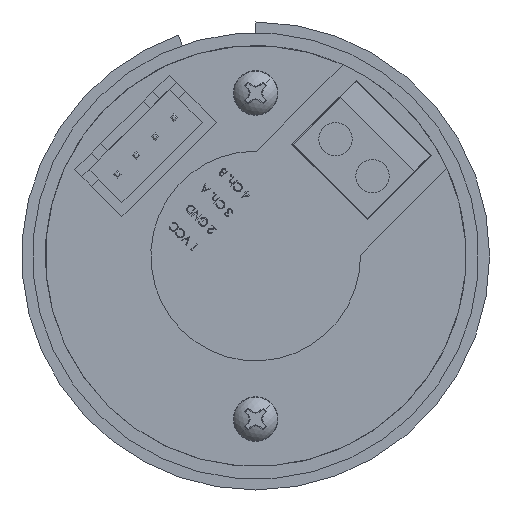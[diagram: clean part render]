
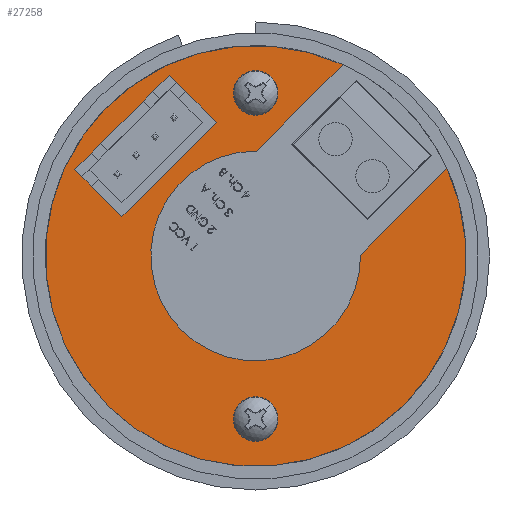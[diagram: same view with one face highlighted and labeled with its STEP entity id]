
A CAD part, left-side view. The second image highlights one B-rep face of the part: STEP entity #27258.
In plain terms, the highlighted face is planar.
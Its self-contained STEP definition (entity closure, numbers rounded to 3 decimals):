
#306 = ORIENTED_EDGE ( 'NONE', *, *, #24194, .F. ) ;
#341 = CIRCLE ( 'NONE', #13804, 9.97 ) ;
#351 = ORIENTED_EDGE ( 'NONE', *, *, #669, .F. ) ;
#669 = EDGE_CURVE ( 'NONE', #4129, #29527, #25644, .T. ) ;
#703 = FACE_BOUND ( 'NONE', #25647, .T. ) ;
#1074 = CARTESIAN_POINT ( 'NONE',  ( 17.971, 16.294, -6.35 ) ) ;
#1093 = VERTEX_POINT ( 'NONE', #8865 ) ;
#1334 = AXIS2_PLACEMENT_3D ( 'NONE', #3420, #16216, #25604 ) ;
#1406 = CARTESIAN_POINT ( 'NONE',  ( 17.971, 16.294, -2.858 ) ) ;
#1630 = CIRCLE ( 'NONE', #17168, 9.97 ) ;
#1656 = CARTESIAN_POINT ( 'NONE',  ( 17.971, 16.294, 0. ) ) ;
#1867 = AXIS2_PLACEMENT_3D ( 'NONE', #2974, #12862, #25455 ) ;
#2112 = CARTESIAN_POINT ( 'NONE',  ( 11.621, 16.294, 6.35 ) ) ;
#2240 = CARTESIAN_POINT ( 'NONE',  ( 11.621, 16.294, 6.35 ) ) ;
#2247 = ORIENTED_EDGE ( 'NONE', *, *, #8201, .F. ) ;
#2587 = ORIENTED_EDGE ( 'NONE', *, *, #9063, .F. ) ;
#2787 = DIRECTION ( 'NONE',  ( 0., 1., 0. ) ) ;
#2793 = CARTESIAN_POINT ( 'NONE',  ( 17.971, 16.294, 6.35 ) ) ;
#2813 = EDGE_CURVE ( 'NONE', #19407, #19802, #20940, .T. ) ;
#2969 = DIRECTION ( 'NONE',  ( 0., 1., 0. ) ) ;
#2974 = CARTESIAN_POINT ( 'NONE',  ( 0., 16.294, 0. ) ) ;
#3012 = LINE ( 'NONE', #27341, #19628 ) ;
#3420 = CARTESIAN_POINT ( 'NONE',  ( 0., 16.294, 0. ) ) ;
#3688 = VERTEX_POINT ( 'NONE', #14695 ) ;
#3871 = VERTEX_POINT ( 'NONE', #18506 ) ;
#3979 = CIRCLE ( 'NONE', #20008, 20.003 ) ;
#4099 = DIRECTION ( 'NONE',  ( 0., 0., -1. ) ) ;
#4129 = VERTEX_POINT ( 'NONE', #2112 ) ;
#4253 = EDGE_CURVE ( 'NONE', #19802, #12539, #29851, .T. ) ;
#4660 = EDGE_CURVE ( 'NONE', #13747, #18683, #11287, .T. ) ;
#4751 = VECTOR ( 'NONE', #30903, 1000. ) ;
#4841 = CARTESIAN_POINT ( 'NONE',  ( -6.985, 16.294, 18.743 ) ) ;
#4988 = LINE ( 'NONE', #20023, #28252 ) ;
#5162 = DIRECTION ( 'NONE',  ( 1., 0., 0. ) ) ;
#5855 = PLANE ( 'NONE',  #1867 ) ;
#6345 = DIRECTION ( 'NONE',  ( 0., 1., 0. ) ) ;
#6540 = ORIENTED_EDGE ( 'NONE', *, *, #29806, .F. ) ;
#6794 = DIRECTION ( 'NONE',  ( 0., 0., -1. ) ) ;
#6940 = ORIENTED_EDGE ( 'NONE', *, *, #16334, .F. ) ;
#7831 = CARTESIAN_POINT ( 'NONE',  ( 17.018, 16.294, -6.35 ) ) ;
#8133 = DIRECTION ( 'NONE',  ( 0., 0., 1. ) ) ;
#8185 = ORIENTED_EDGE ( 'NONE', *, *, #28027, .F. ) ;
#8201 = EDGE_CURVE ( 'NONE', #24729, #17628, #1630, .T. ) ;
#8705 = VERTEX_POINT ( 'NONE', #4841 ) ;
#8865 = CARTESIAN_POINT ( 'NONE',  ( 17.971, 16.294, 2.858 ) ) ;
#8971 = DIRECTION ( 'NONE',  ( 0., 0., 1. ) ) ;
#9063 = EDGE_CURVE ( 'NONE', #12539, #13747, #3012, .T. ) ;
#9094 = VECTOR ( 'NONE', #8971, 1000. ) ;
#9687 = CARTESIAN_POINT ( 'NONE',  ( 6.985, 16.294, 7.113 ) ) ;
#10905 = FACE_OUTER_BOUND ( 'NONE', #23475, .T. ) ;
#10958 = ORIENTED_EDGE ( 'NONE', *, *, #4253, .F. ) ;
#10978 = EDGE_CURVE ( 'NONE', #3871, #31146, #13265, .T. ) ;
#11095 = CARTESIAN_POINT ( 'NONE',  ( 15.748, 16.294, -6.35 ) ) ;
#11287 = LINE ( 'NONE', #26347, #25043 ) ;
#12011 = CARTESIAN_POINT ( 'NONE',  ( 17.971, 16.294, -6.35 ) ) ;
#12419 = LINE ( 'NONE', #29103, #12581 ) ;
#12539 = VERTEX_POINT ( 'NONE', #24389 ) ;
#12581 = VECTOR ( 'NONE', #19672, 1000. ) ;
#12855 = VECTOR ( 'NONE', #6794, 1000. ) ;
#12862 = DIRECTION ( 'NONE',  ( 0., 1., 0. ) ) ;
#13265 = CIRCLE ( 'NONE', #1334, 20.003 ) ;
#13462 = VERTEX_POINT ( 'NONE', #18533 ) ;
#13557 = CARTESIAN_POINT ( 'NONE',  ( 17.018, 16.294, 6.35 ) ) ;
#13747 = VERTEX_POINT ( 'NONE', #7831 ) ;
#13804 = AXIS2_PLACEMENT_3D ( 'NONE', #18996, #6345, #16103 ) ;
#13862 = VERTEX_POINT ( 'NONE', #20057 ) ;
#14131 = EDGE_CURVE ( 'NONE', #29527, #24112, #4988, .T. ) ;
#14618 = DIRECTION ( 'NONE',  ( -1., 0., 0. ) ) ;
#14647 = EDGE_CURVE ( 'NONE', #13462, #24729, #341, .T. ) ;
#14695 = CARTESIAN_POINT ( 'NONE',  ( 11.621, 16.294, -6.35 ) ) ;
#14858 = VECTOR ( 'NONE', #20932, 1000. ) ;
#15890 = ORIENTED_EDGE ( 'NONE', *, *, #4660, .F. ) ;
#15925 = CARTESIAN_POINT ( 'NONE',  ( 0., 16.294, -9.97 ) ) ;
#15934 = VECTOR ( 'NONE', #18116, 1000. ) ;
#16103 = DIRECTION ( 'NONE',  ( 0., 0., 1. ) ) ;
#16216 = DIRECTION ( 'NONE',  ( 0., 1., 0. ) ) ;
#16334 = EDGE_CURVE ( 'NONE', #1093, #19407, #20979, .T. ) ;
#16725 = ORIENTED_EDGE ( 'NONE', *, *, #29474, .T. ) ;
#17158 = LINE ( 'NONE', #2240, #27688 ) ;
#17168 = AXIS2_PLACEMENT_3D ( 'NONE', #25449, #2969, #25620 ) ;
#17349 = CARTESIAN_POINT ( 'NONE',  ( 17.971, 16.294, -6.35 ) ) ;
#17378 = CARTESIAN_POINT ( 'NONE',  ( 0., 16.294, 0. ) ) ;
#17439 = ORIENTED_EDGE ( 'NONE', *, *, #14647, .F. ) ;
#17628 = VERTEX_POINT ( 'NONE', #25838 ) ;
#17874 = CARTESIAN_POINT ( 'NONE',  ( 11.621, 16.294, 6.35 ) ) ;
#18116 = DIRECTION ( 'NONE',  ( 0., 0., -1. ) ) ;
#18426 = LINE ( 'NONE', #30476, #15934 ) ;
#18506 = CARTESIAN_POINT ( 'NONE',  ( 6.985, 16.294, 18.743 ) ) ;
#18533 = CARTESIAN_POINT ( 'NONE',  ( 6.985, 16.294, 7.113 ) ) ;
#18683 = VERTEX_POINT ( 'NONE', #11095 ) ;
#18728 = ORIENTED_EDGE ( 'NONE', *, *, #28981, .F. ) ;
#18996 = CARTESIAN_POINT ( 'NONE',  ( 0., 16.294, 0. ) ) ;
#19125 = CARTESIAN_POINT ( 'NONE',  ( 11.621, 16.294, -6.35 ) ) ;
#19407 = VERTEX_POINT ( 'NONE', #1406 ) ;
#19414 = ORIENTED_EDGE ( 'NONE', *, *, #10978, .T. ) ;
#19609 = ORIENTED_EDGE ( 'NONE', *, *, #2813, .F. ) ;
#19628 = VECTOR ( 'NONE', #20484, 1000. ) ;
#19672 = DIRECTION ( 'NONE',  ( 0., 0., 1. ) ) ;
#19802 = VERTEX_POINT ( 'NONE', #22695 ) ;
#20008 = AXIS2_PLACEMENT_3D ( 'NONE', #17378, #2787, #8133 ) ;
#20023 = CARTESIAN_POINT ( 'NONE',  ( 0., 16.294, 6.35 ) ) ;
#20057 = CARTESIAN_POINT ( 'NONE',  ( 17.971, 16.294, 4.128 ) ) ;
#20484 = DIRECTION ( 'NONE',  ( -1., 0., 0. ) ) ;
#20542 = ORIENTED_EDGE ( 'NONE', *, *, #31068, .F. ) ;
#20739 = CARTESIAN_POINT ( 'NONE',  ( 15.748, 16.294, 6.35 ) ) ;
#20932 = DIRECTION ( 'NONE',  ( 1., 0., 0. ) ) ;
#20940 = LINE ( 'NONE', #1656, #24330 ) ;
#20979 = LINE ( 'NONE', #1074, #4751 ) ;
#21382 = LINE ( 'NONE', #19125, #27344 ) ;
#22695 = CARTESIAN_POINT ( 'NONE',  ( 17.971, 16.294, -4.128 ) ) ;
#23249 = CARTESIAN_POINT ( 'NONE',  ( -6.985, 16.294, 7.113 ) ) ;
#23377 = ORIENTED_EDGE ( 'NONE', *, *, #26607, .F. ) ;
#23475 = EDGE_LOOP ( 'NONE', ( #8185, #2247, #17439, #18728, #19414, #16725 ) ) ;
#23868 = ORIENTED_EDGE ( 'NONE', *, *, #14131, .F. ) ;
#24112 = VERTEX_POINT ( 'NONE', #13557 ) ;
#24194 = EDGE_CURVE ( 'NONE', #3688, #4129, #12419, .T. ) ;
#24330 = VECTOR ( 'NONE', #4099, 1000. ) ;
#24389 = CARTESIAN_POINT ( 'NONE',  ( 17.971, 16.294, -6.35 ) ) ;
#24416 = ORIENTED_EDGE ( 'NONE', *, *, #30457, .F. ) ;
#24574 = DIRECTION ( 'NONE',  ( 1., 0., 0. ) ) ;
#24729 = VERTEX_POINT ( 'NONE', #15925 ) ;
#24743 = LINE ( 'NONE', #9687, #25671 ) ;
#24987 = VERTEX_POINT ( 'NONE', #2793 ) ;
#25043 = VECTOR ( 'NONE', #28778, 1000. ) ;
#25449 = CARTESIAN_POINT ( 'NONE',  ( 0., 16.294, 0. ) ) ;
#25455 = DIRECTION ( 'NONE',  ( 0., 0., 1. ) ) ;
#25604 = DIRECTION ( 'NONE',  ( 0., 0., 1. ) ) ;
#25620 = DIRECTION ( 'NONE',  ( 0., 0., 1. ) ) ;
#25644 = LINE ( 'NONE', #17874, #14858 ) ;
#25647 = EDGE_LOOP ( 'NONE', ( #20542, #23377, #23868, #351, #306, #24416, #15890, #2587, #10958, #19609, #6940, #6540 ) ) ;
#25671 = VECTOR ( 'NONE', #32055, 1000. ) ;
#25838 = CARTESIAN_POINT ( 'NONE',  ( -6.985, 16.294, 7.113 ) ) ;
#25995 = LINE ( 'NONE', #23249, #9094 ) ;
#26250 = LINE ( 'NONE', #12011, #12855 ) ;
#26347 = CARTESIAN_POINT ( 'NONE',  ( 0., 16.294, -6.35 ) ) ;
#26607 = EDGE_CURVE ( 'NONE', #24112, #24987, #17158, .T. ) ;
#27249 = DIRECTION ( 'NONE',  ( 0., 0., -1. ) ) ;
#27258 = ADVANCED_FACE ( 'NONE', ( #703, #10905 ), #5855, .T. ) ;
#27341 = CARTESIAN_POINT ( 'NONE',  ( 11.621, 16.294, -6.35 ) ) ;
#27344 = VECTOR ( 'NONE', #14618, 1000. ) ;
#27535 = CARTESIAN_POINT ( 'NONE',  ( 0., 16.294, -20.003 ) ) ;
#27688 = VECTOR ( 'NONE', #5162, 1000. ) ;
#28027 = EDGE_CURVE ( 'NONE', #17628, #8705, #25995, .T. ) ;
#28252 = VECTOR ( 'NONE', #24574, 1000. ) ;
#28664 = VECTOR ( 'NONE', #27249, 1000. ) ;
#28778 = DIRECTION ( 'NONE',  ( -1., 0., 0. ) ) ;
#28981 = EDGE_CURVE ( 'NONE', #3871, #13462, #24743, .T. ) ;
#29103 = CARTESIAN_POINT ( 'NONE',  ( 11.621, 16.294, -6.35 ) ) ;
#29474 = EDGE_CURVE ( 'NONE', #31146, #8705, #3979, .T. ) ;
#29527 = VERTEX_POINT ( 'NONE', #20739 ) ;
#29806 = EDGE_CURVE ( 'NONE', #13862, #1093, #18426, .T. ) ;
#29851 = LINE ( 'NONE', #17349, #28664 ) ;
#30457 = EDGE_CURVE ( 'NONE', #18683, #3688, #21382, .T. ) ;
#30476 = CARTESIAN_POINT ( 'NONE',  ( 17.971, 16.294, 0. ) ) ;
#30903 = DIRECTION ( 'NONE',  ( 0., 0., -1. ) ) ;
#31068 = EDGE_CURVE ( 'NONE', #24987, #13862, #26250, .T. ) ;
#31146 = VERTEX_POINT ( 'NONE', #27535 ) ;
#32055 = DIRECTION ( 'NONE',  ( 0., 0., -1. ) ) ;
